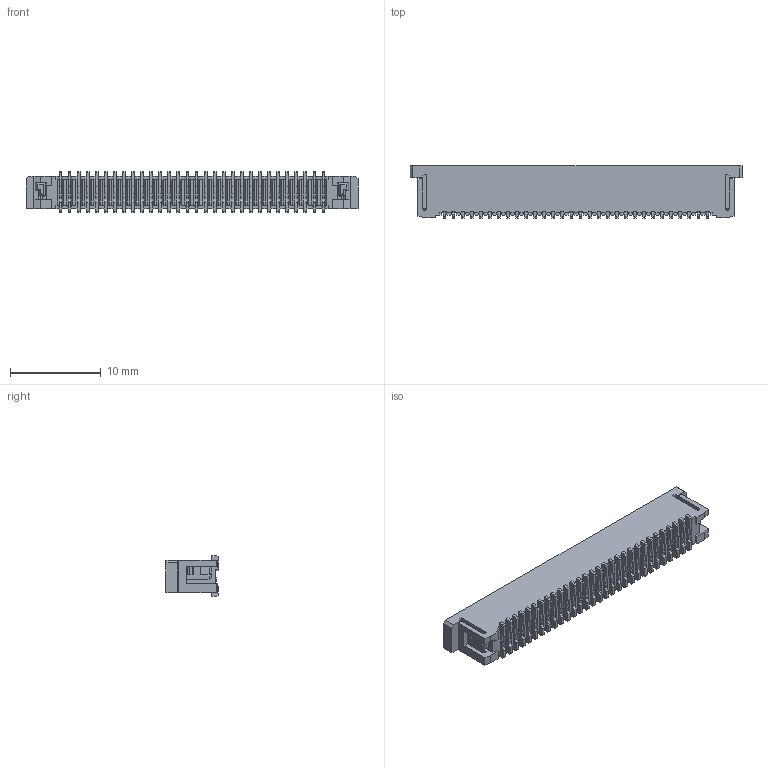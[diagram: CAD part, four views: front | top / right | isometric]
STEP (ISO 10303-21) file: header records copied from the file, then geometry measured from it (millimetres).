
FILE_DESCRIPTION((''),'2;1');
FILE_NAME('526103033','2014-03-12T',('me'),(''),'PRO/ENGINEER BY PARAMETRIC TECHNOLOGY CORPORATION, 2011490','PRO/ENGINEER BY PARAMETRIC TECHNOLOGY CORPORATION, 2011490','');
FILE_SCHEMA(('CONFIG_CONTROL_DESIGN'));
Products named in the file (1): 526103033
Bounding box: 36.6 x 5.75 x 4.5 mm (x, y, z)
Volume: 588.3 mm3; surface area: 2013 mm2
Topology: 1 solids, 1 shells, 2401 faces, 7607 edges, 5106 vertices
Faces by surface type: plane 2246, cylinder 155
Entity records: 82440 total; most frequent: CARTESIAN_POINT 14887, ORIENTED_EDGE 14734, DIRECTION 12717, EDGE_CURVE 7367, VECTOR 7297, LINE 7297, VERTEX_POINT 4866, AXIS2_PLACEMENT_3D 2710
